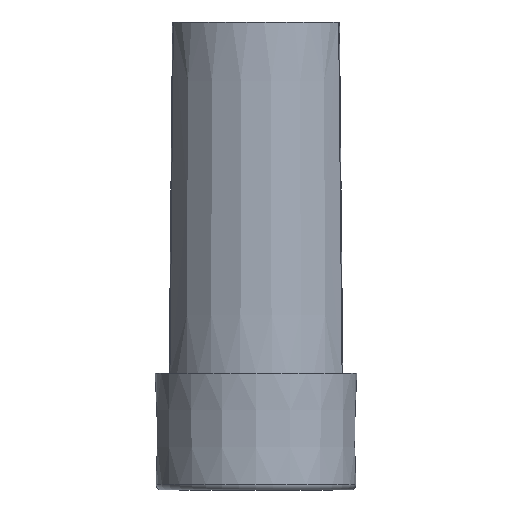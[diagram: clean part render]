
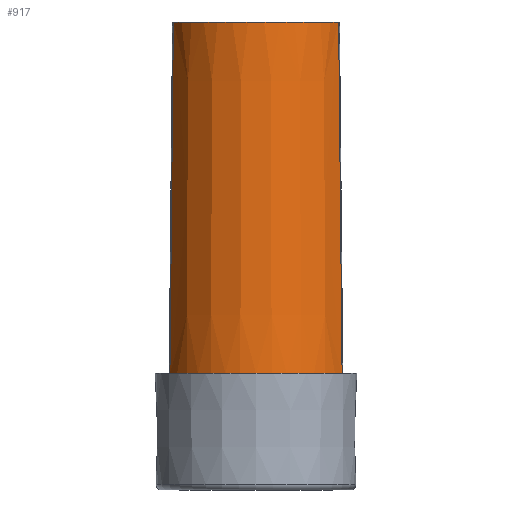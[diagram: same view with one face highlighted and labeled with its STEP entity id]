
A CAD part, front view. The second image highlights one B-rep face of the part: STEP entity #917.
In plain terms, the highlighted conical face has half-angle 0.35 degrees and reference radius 2.525 mm.
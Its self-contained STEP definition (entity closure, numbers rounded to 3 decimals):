
#242=CIRCLE('',#989,2.467);
#243=CIRCLE('',#990,2.525);
#267=CONICAL_SURFACE('',#988,2.525,0.006);
#271=FACE_OUTER_BOUND('',#329,.T.);
#329=EDGE_LOOP('',(#632,#633,#634,#635));
#389=B_SPLINE_CURVE_WITH_KNOTS('',3,(#1425,#1426,#1427,#1428),
 .UNSPECIFIED.,.F.,.F.,(4,4),(-0.975,-0.025),
 .UNSPECIFIED.);
#392=B_SPLINE_CURVE_WITH_KNOTS('',3,(#1481,#1482,#1483,#1484),
 .UNSPECIFIED.,.F.,.F.,(4,4),(-0.975,-0.025),
 .UNSPECIFIED.);
#405=VERTEX_POINT('',#1380);
#406=VERTEX_POINT('',#1424);
#408=VERTEX_POINT('',#1478);
#409=VERTEX_POINT('',#1480);
#489=EDGE_CURVE('',#405,#406,#389,.T.);
#492=EDGE_CURVE('',#408,#405,#242,.F.);
#493=EDGE_CURVE('',#409,#408,#392,.T.);
#494=EDGE_CURVE('',#406,#409,#243,.F.);
#632=ORIENTED_EDGE('',*,*,#489,.F.);
#633=ORIENTED_EDGE('',*,*,#492,.F.);
#634=ORIENTED_EDGE('',*,*,#493,.F.);
#635=ORIENTED_EDGE('',*,*,#494,.F.);
#917=ADVANCED_FACE('',(#271),#267,.T.);
#988=AXIS2_PLACEMENT_3D('',#1477,#1085,#1086);
#989=AXIS2_PLACEMENT_3D('',#1479,#1087,#1088);
#990=AXIS2_PLACEMENT_3D('',#1485,#1089,#1090);
#1085=DIRECTION('center_axis',(0.,0.,
-1.));
#1086=DIRECTION('ref_axis',(-1.,0.,0.));
#1087=DIRECTION('center_axis',(0.,0.,
-1.));
#1088=DIRECTION('ref_axis',(-1.,0.,0.));
#1089=DIRECTION('center_axis',(0.,0.,1.));
#1090=DIRECTION('ref_axis',(-1.,0.,0.));
#1380=CARTESIAN_POINT('',(2.233,-1.048,12.65));
#1424=CARTESIAN_POINT('',(2.327,-0.981,3.15));
#1425=CARTESIAN_POINT('Ctrl Pts',(2.233,-1.048,12.65));
#1426=CARTESIAN_POINT('Ctrl Pts',(2.265,-1.025,9.483));
#1427=CARTESIAN_POINT('Ctrl Pts',(2.296,-1.003,6.317));
#1428=CARTESIAN_POINT('Ctrl Pts',(2.327,-0.981,3.15));
#1477=CARTESIAN_POINT('Origin',(0.,0.,
3.15));
#1478=CARTESIAN_POINT('',(-2.233,-1.048,12.65));
#1479=CARTESIAN_POINT('Origin',(0.,0.,
12.65));
#1480=CARTESIAN_POINT('',(-2.327,-0.981,3.15));
#1481=CARTESIAN_POINT('Ctrl Pts',(-2.327,-0.981,
3.15));
#1482=CARTESIAN_POINT('Ctrl Pts',(-2.296,-1.003,6.317));
#1483=CARTESIAN_POINT('Ctrl Pts',(-2.265,-1.025,9.483));
#1484=CARTESIAN_POINT('Ctrl Pts',(-2.233,-1.048,12.65));
#1485=CARTESIAN_POINT('Origin',(0.,0.,
3.15));
